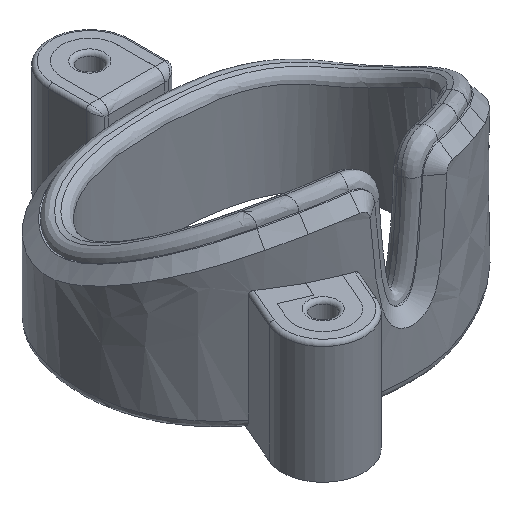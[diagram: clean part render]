
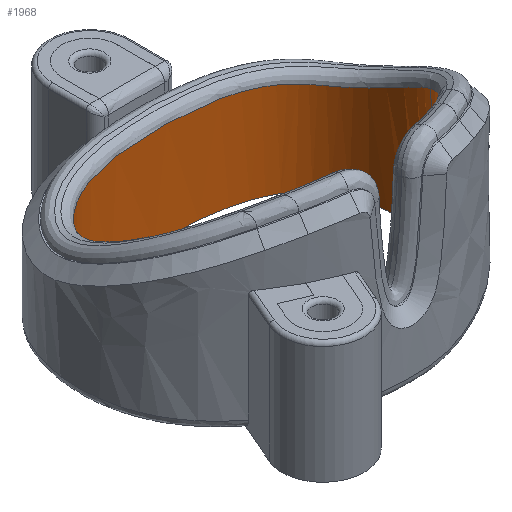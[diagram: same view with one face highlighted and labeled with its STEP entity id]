
A CAD part, isometric view. The second image highlights one B-rep face of the part: STEP entity #1968.
In plain terms, the highlighted free-form (B-spline) face has degree [3, 1] with [19, 2] control points.
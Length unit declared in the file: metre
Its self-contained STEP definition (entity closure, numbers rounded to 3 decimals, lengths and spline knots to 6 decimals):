
#252=B_SPLINE_CURVE_WITH_KNOTS('',3,(#4981,#4982,#4983,#4984,#4985,#4986,
#4987,#4988,#4989,#4990,#4991,#4992,#4993,#4994,#4995,#4996,#4997,#4998,
#4999,#5000,#5001,#5002,#5003,#5004,#5005,#5006),.UNSPECIFIED.,.F.,.F.,
(4,1,1,1,1,1,1,1,1,1,1,1,1,1,1,1,1,1,1,1,1,1,1,4),(0.,0.004011,
0.008022,0.010027,0.012032,0.014038,
0.016043,0.018049,0.020054,0.022059,
0.024065,0.028075,0.032086,0.036097,
0.040108,0.042113,0.044119,0.046124,
0.048129,0.050135,0.05214,0.056151,
0.060162,0.064173),.UNSPECIFIED.);
#253=B_SPLINE_CURVE_WITH_KNOTS('',3,(#5010,#5011,#5012,#5013,#5014,#5015,
#5016,#5017,#5018,#5019,#5020,#5021,#5022),.UNSPECIFIED.,.T.,.F.,(1,3,1,
1,1,1,1,1,1,1,1,3,1),(-0.123908,0.,0.123908,0.223818,
0.323729,0.434778,0.5,0.565222,0.676271,
0.776182,0.876092,1.,1.123908),.UNSPECIFIED.);
#694=ORIENTED_EDGE('',*,*,#1101,.F.);
#695=ORIENTED_EDGE('',*,*,#1102,.T.);
#696=ORIENTED_EDGE('',*,*,#1103,.T.);
#697=ORIENTED_EDGE('',*,*,#1104,.F.);
#1101=EDGE_CURVE('',#1326,#1327,#1463,.T.);
#1102=EDGE_CURVE('',#1326,#1328,#252,.T.);
#1103=EDGE_CURVE('',#1328,#1329,#1464,.T.);
#1104=EDGE_CURVE('',#1327,#1329,#253,.T.);
#1326=VERTEX_POINT('',#4979);
#1327=VERTEX_POINT('',#4980);
#1328=VERTEX_POINT('',#5007);
#1329=VERTEX_POINT('',#5009);
#1463=LINE('',#4978,#1569);
#1464=LINE('',#5008,#1570);
#1569=VECTOR('',#2410,1.);
#1570=VECTOR('',#2411,1.);
#1680=EDGE_LOOP('',(#694,#695,#696,#697));
#1809=FACE_BOUND('',#1680,.T.);
#1886=B_SPLINE_SURFACE_WITH_KNOTS('',3,1,((#4940,#4941),(#4942,#4943),(#4944,
#4945),(#4946,#4947),(#4948,#4949),(#4950,#4951),(#4952,#4953),(#4954,#4955),
(#4956,#4957),(#4958,#4959),(#4960,#4961),(#4962,#4963),(#4964,#4965),(#4966,
#4967),(#4968,#4969),(#4970,#4971),(#4972,#4973),(#4974,#4975),(#4976,#4977)),
 .SURF_OF_LINEAR_EXTRUSION.,.F.,.F.,.F.,(4,1,1,1,1,1,1,1,1,1,1,1,1,1,1,
1,4),(2,2),(0.665201,0.707051,0.748901,0.790751,
0.8326,0.87445,0.9163,0.95815,
1.,1.04185,1.0837,1.12555,1.1674,
1.209249,1.251099,1.292949,1.334799),(0.,
1.),.UNSPECIFIED.);
#1968=ADVANCED_FACE('',(#1809),#1886,.T.);
#2410=DIRECTION('',(0.,0.,-1.));
#2411=DIRECTION('',(0.,0.,-1.));
#4940=CARTESIAN_POINT('',(0.01132,-0.006033,0.016977));
#4941=CARTESIAN_POINT('',(0.01132,-0.006033,0.));
#4942=CARTESIAN_POINT('',(0.012302,-0.005166,0.016977));
#4943=CARTESIAN_POINT('',(0.012302,-0.005166,0.));
#4944=CARTESIAN_POINT('',(0.013865,-0.003273,0.016977));
#4945=CARTESIAN_POINT('',(0.013865,-0.003273,0.));
#4946=CARTESIAN_POINT('',(0.015014,-0.000088,0.016977));
#4947=CARTESIAN_POINT('',(0.015014,-0.000088,0.));
#4948=CARTESIAN_POINT('',(0.015173,0.003366,0.016977));
#4949=CARTESIAN_POINT('',(0.015173,0.003366,0.));
#4950=CARTESIAN_POINT('',(0.014374,0.006837,0.016977));
#4951=CARTESIAN_POINT('',(0.014374,0.006837,0.));
#4952=CARTESIAN_POINT('',(0.012395,0.009746,0.016977));
#4953=CARTESIAN_POINT('',(0.012395,0.009746,0.));
#4954=CARTESIAN_POINT('',(0.009039,0.011546,0.016977));
#4955=CARTESIAN_POINT('',(0.009039,0.011546,0.));
#4956=CARTESIAN_POINT('',(0.004751,0.012442,0.016977));
#4957=CARTESIAN_POINT('',(0.004751,0.012442,0.));
#4958=CARTESIAN_POINT('',(0.,0.012666,0.016977));
#4959=CARTESIAN_POINT('',(0.,0.012666,0.));
#4960=CARTESIAN_POINT('',(-0.004751,0.012442,0.016977));
#4961=CARTESIAN_POINT('',(-0.004751,0.012442,0.));
#4962=CARTESIAN_POINT('',(-0.009039,0.011546,0.016977));
#4963=CARTESIAN_POINT('',(-0.009039,0.011546,0.));
#4964=CARTESIAN_POINT('',(-0.012395,0.009746,0.016977));
#4965=CARTESIAN_POINT('',(-0.012395,0.009746,0.));
#4966=CARTESIAN_POINT('',(-0.014374,0.006837,0.016977));
#4967=CARTESIAN_POINT('',(-0.014374,0.006837,0.));
#4968=CARTESIAN_POINT('',(-0.015173,0.003366,0.016977));
#4969=CARTESIAN_POINT('',(-0.015173,0.003366,0.));
#4970=CARTESIAN_POINT('',(-0.015014,-0.000088,0.016977));
#4971=CARTESIAN_POINT('',(-0.015014,-0.000088,0.));
#4972=CARTESIAN_POINT('',(-0.013865,-0.003273,0.016977));
#4973=CARTESIAN_POINT('',(-0.013865,-0.003273,0.));
#4974=CARTESIAN_POINT('',(-0.012302,-0.005166,0.016977));
#4975=CARTESIAN_POINT('',(-0.012302,-0.005166,0.));
#4976=CARTESIAN_POINT('',(-0.01132,-0.006033,0.016977));
#4977=CARTESIAN_POINT('',(-0.01132,-0.006033,0.));
#4978=CARTESIAN_POINT('',(0.01132,-0.006033,0.022));
#4979=CARTESIAN_POINT('',(0.01132,-0.006033,0.016876));
#4980=CARTESIAN_POINT('',(0.01132,-0.006033,0.));
#4981=CARTESIAN_POINT('',(0.01132,-0.006033,0.016876));
#4982=CARTESIAN_POINT('',(0.012251,-0.005212,0.016378));
#4983=CARTESIAN_POINT('',(0.013809,-0.003376,0.015228));
#4984=CARTESIAN_POINT('',(0.014819,-0.000662,0.013533));
#4985=CARTESIAN_POINT('',(0.01509,0.001632,0.0122));
#4986=CARTESIAN_POINT('',(0.015053,0.00339,0.011282));
#4987=CARTESIAN_POINT('',(0.014762,0.00519,0.010499));
#4988=CARTESIAN_POINT('',(0.014123,0.007037,0.009965));
#4989=CARTESIAN_POINT('',(0.013059,0.008763,0.00988));
#4990=CARTESIAN_POINT('',(0.011575,0.010136,0.010054));
#4991=CARTESIAN_POINT('',(0.009819,0.011086,0.010214));
#4992=CARTESIAN_POINT('',(0.007292,0.011955,0.010364));
#4993=CARTESIAN_POINT('',(0.004011,0.012485,0.010452));
#4994=CARTESIAN_POINT('',(0.000025,0.012643,0.010477));
#4995=CARTESIAN_POINT('',(-0.003953,0.012491,0.010453));
#4996=CARTESIAN_POINT('',(-0.007245,0.011965,0.010365));
#4997=CARTESIAN_POINT('',(-0.009766,0.011109,0.010218));
#4998=CARTESIAN_POINT('',(-0.011535,0.010164,0.010059));
#4999=CARTESIAN_POINT('',(-0.013024,0.008805,0.009884));
#5000=CARTESIAN_POINT('',(-0.014098,0.007091,0.009956));
#5001=CARTESIAN_POINT('',(-0.014748,0.005248,0.010477));
#5002=CARTESIAN_POINT('',(-0.015149,0.002821,0.011525));
#5003=CARTESIAN_POINT('',(-0.015021,-0.000098,0.013182));
#5004=CARTESIAN_POINT('',(-0.013816,-0.003369,0.015223));
#5005=CARTESIAN_POINT('',(-0.012254,-0.005209,0.016376));
#5006=CARTESIAN_POINT('',(-0.01132,-0.006033,0.016876));
#5007=CARTESIAN_POINT('',(-0.01132,-0.006033,0.016876));
#5008=CARTESIAN_POINT('',(-0.01132,-0.006033,0.022));
#5009=CARTESIAN_POINT('',(-0.01132,-0.006033,0.));
#5010=CARTESIAN_POINT('',(0.,0.012591,0.));
#5011=CARTESIAN_POINT('',(-0.004689,0.012591,0.));
#5012=CARTESIAN_POINT('',(-0.01316,0.011412,0.));
#5013=CARTESIAN_POINT('',(-0.015936,0.002,0.));
#5014=CARTESIAN_POINT('',(-0.013174,-0.006031,0.));
#5015=CARTESIAN_POINT('',(-0.003642,-0.010747,0.));
#5016=CARTESIAN_POINT('',(0.,-0.01064,0.));
#5017=CARTESIAN_POINT('',(0.003642,-0.010747,0.));
#5018=CARTESIAN_POINT('',(0.013174,-0.006031,0.));
#5019=CARTESIAN_POINT('',(0.015936,0.002,0.));
#5020=CARTESIAN_POINT('',(0.01316,0.011412,0.));
#5021=CARTESIAN_POINT('',(0.004689,0.012591,0.));
#5022=CARTESIAN_POINT('',(0.,0.012591,0.));
